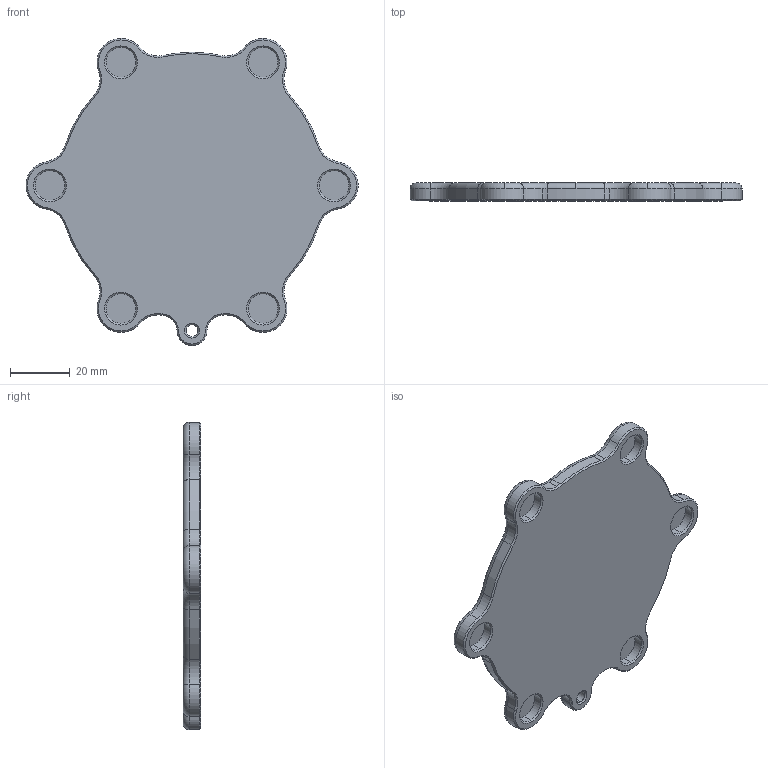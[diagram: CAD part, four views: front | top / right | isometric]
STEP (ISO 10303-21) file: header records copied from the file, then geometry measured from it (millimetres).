
FILE_DESCRIPTION (( 'STEP AP203' ), '1' );
FILE_NAME ('ACE D4 TUBE CAP REV 0.STEP', '2023-09-11T22:40:46', ( '' ), ( '' ), 'SwSTEP 2.0', 'SolidWorks 2020', '' );
FILE_SCHEMA (( 'CONFIG_CONTROL_DESIGN' ));
Length unit declared in the file: millimetre
Products named in the file (1): ACE D4 TUBE CAP REV 0
Bounding box: 110.94 x 6 x 102.64 mm (x, y, z)
Volume: 41666.6 mm3; surface area: 17033.4 mm2
Topology: 1 solids, 1 shells, 141 faces, 323 edges, 190 vertices
Faces by surface type: cylinder 49, cone 47, torus 33, plane 12
Entity records: 4087 total; most frequent: DIRECTION 824, CARTESIAN_POINT 655, ORIENTED_EDGE 646, AXIS2_PLACEMENT_3D 359, EDGE_CURVE 323, CIRCLE 217, VERTEX_POINT 190, EDGE_LOOP 149
